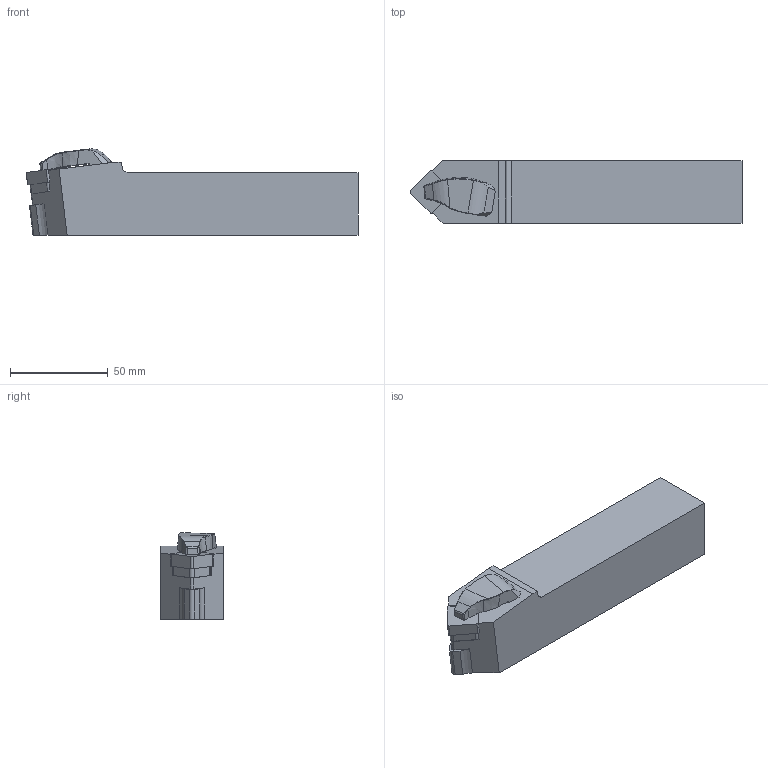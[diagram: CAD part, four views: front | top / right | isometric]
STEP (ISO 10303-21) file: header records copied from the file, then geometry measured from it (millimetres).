
FILE_DESCRIPTION(/* description */ (''),/* implementation_level */ '2;1');
FILE_NAME(/* name */ 'TSDNN-3232-P15-H.stp',/* time_stamp */ '2023-10-18T16:02:13+03:00',/* author */ (''),/* organization */ (''),/* preprocessor_version */ 'ST-DEVELOPER v19.4',/* originating_system */ 'SIEMENS PLM Software NX2306.3001',/* authorisation */ '');
FILE_SCHEMA (('AUTOMOTIVE_DESIGN { 1 0 10303 214 3 1 1 1 }'));
Length unit declared in the file: millimetre
Products named in the file (1): TSDNN-3232-P15-H
Bounding box: 169.67 x 32 x 44.15 mm (x, y, z)
Volume: 170841.6 mm3; surface area: 25037.8 mm2
Topology: 2 solids, 2 shells, 121 faces, 309 edges, 194 vertices
Faces by surface type: plane 58, cylinder 23, bspline 21, cone 14, torus 3, extrusion 2
Entity records: 3872 total; most frequent: CARTESIAN_POINT 1112, ORIENTED_EDGE 618, DIRECTION 484, EDGE_CURVE 309, VERTEX_POINT 194, AXIS2_PLACEMENT_3D 164, VECTOR 156, LINE 154
